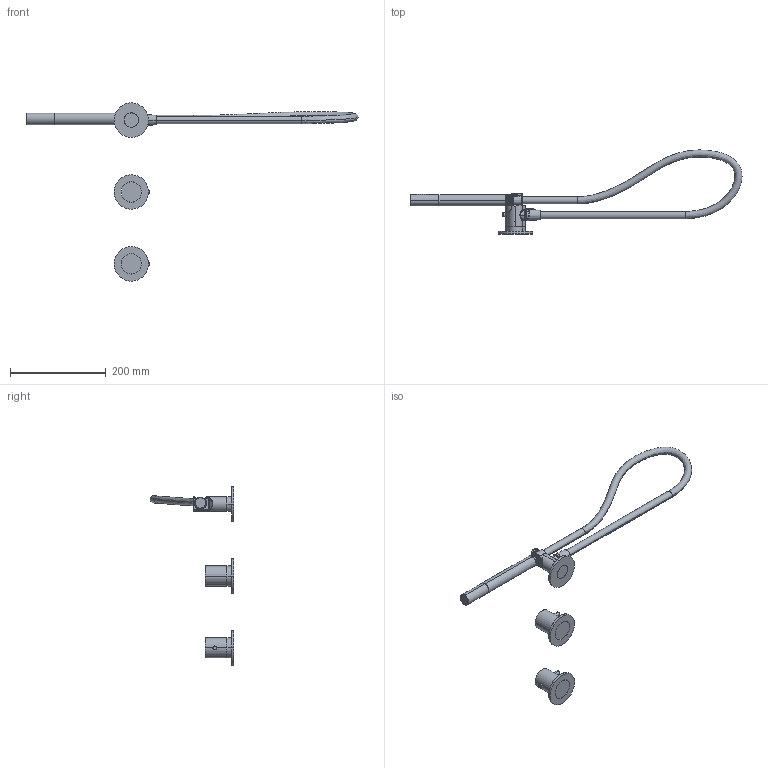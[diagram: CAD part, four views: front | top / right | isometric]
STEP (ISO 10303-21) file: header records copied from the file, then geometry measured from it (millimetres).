
FILE_DESCRIPTION((''),'2;1');
FILE_NAME('15368_ASM','2024-06-29T16:35:36',('dell'),(''),'CREO PARAMETRIC BY PTC INC, 2019224','CREO PARAMETRIC BY PTC INC, 2019224','');
FILE_SCHEMA(('CONFIG_CONTROL_DESIGN'));
Length unit declared in the file: millimetre
Products named in the file (12): 15368; 603-2561_X2_82B16D1267B6_X0_A_I; 858-0510_X2_82B16D1253615957_X0; M5X6_X2_87BA4E1D_X0__ID30_X_T_1; O_X2_578B5708_X0_16X2_ID23_X_T_; M4-4_X2_53415B579525593487BA4E1; 615-8701_X_T_1_ASM_1_ASM; 615-8701_X_T_ASM_1_ASM; 15368-01_ASM; 5868-HOSE; 5868-02; 15368_ASM
Assembly tree (12 placements, depth 5):
  15368_ASM
    15368
    15368-01_ASM
      615-8701_X_T_ASM_1_ASM
        615-8701_X_T_1_ASM_1_ASM
          603-2561_X2_82B16D1267B6_X0_A_I
          858-0510_X2_82B16D1253615957_X0
          M5X6_X2_87BA4E1D_X0__ID30_X_T_1
          O_X2_578B5708_X0_16X2_ID23_X_T_  x2
          M4-4_X2_53415B579525593487BA4E1
    5868-HOSE
    5868-02
Bounding box: 692.7 x 174.97 x 372 mm (x, y, z)
Volume: 537540.3 mm3; surface area: 131580.2 mm2
Topology: 12 solids, 13 shells, 404 faces, 1084 edges, 695 vertices
Faces by surface type: cylinder 190, plane 108, torus 60, bspline 23, cone 21, sphere 2
Entity records: 30129 total; most frequent: CARTESIAN_POINT 20138, ORIENTED_EDGE 2146, DIRECTION 1926, EDGE_CURVE 1074, AXIS2_PLACEMENT_3D 808, VERTEX_POINT 691, EDGE_LOOP 466, FACE_OUTER_BOUND 400
